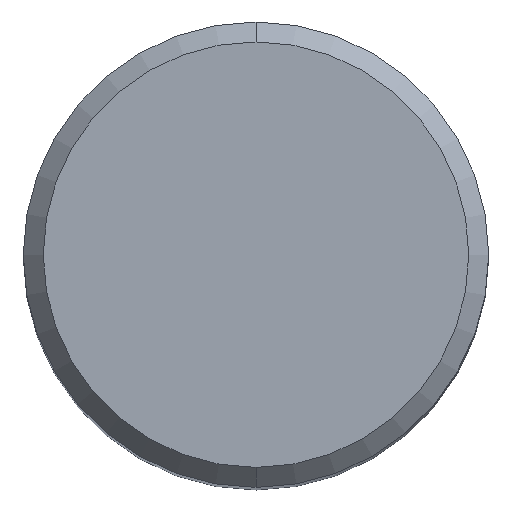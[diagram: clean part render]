
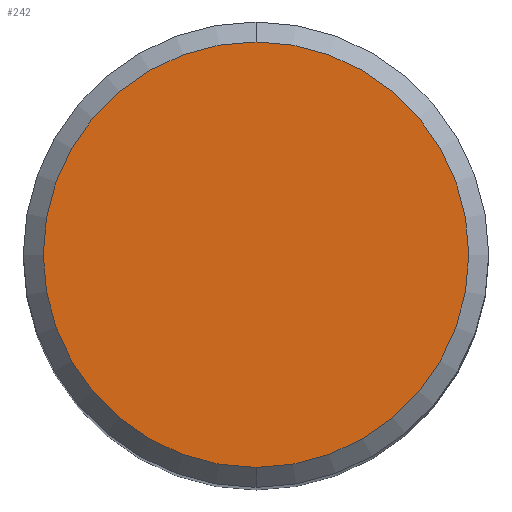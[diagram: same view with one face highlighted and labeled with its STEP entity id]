
A CAD part, top view. The second image highlights one B-rep face of the part: STEP entity #242.
In plain terms, the highlighted planar face has unit normal (0, 0, 1).
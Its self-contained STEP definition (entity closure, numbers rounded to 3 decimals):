
#180=EDGE_CURVE('',#250,#300,#481,.T.);
#208=EDGE_CURVE('',#300,#250,#511,.T.);
#242=ADVANCED_FACE('',(#549),#550,.T.);
#250=VERTEX_POINT('',#559);
#300=VERTEX_POINT('',#615);
#481=CIRCLE('',#819,6.4);
#511=CIRCLE('',#862,6.4);
#549=FACE_OUTER_BOUND('',#920,.T.);
#550=PLANE('',#921);
#559=CARTESIAN_POINT('',(0.0,6.4,0.0));
#615=CARTESIAN_POINT('',(0.,-6.4,0.0));
#819=AXIS2_PLACEMENT_3D('',#1486,#1487,#1488);
#862=AXIS2_PLACEMENT_3D('',#1515,#1516,#1517);
#920=EDGE_LOOP('',(#1559,#1560));
#921=AXIS2_PLACEMENT_3D('',#1561,#1562,#1563);
#1486=CARTESIAN_POINT('',(0.0,0.0,0.0));
#1487=DIRECTION('',(0.0,0.0,-1.0));
#1488=DIRECTION('',(0.0,1.0,0.0));
#1515=CARTESIAN_POINT('',(0.0,0.0,0.0));
#1516=DIRECTION('',(0.0,0.0,-1.0));
#1517=DIRECTION('',(0.0,1.0,0.0));
#1559=ORIENTED_EDGE('',*,*,#180,.F.);
#1560=ORIENTED_EDGE('',*,*,#208,.F.);
#1561=CARTESIAN_POINT('',(0.0,3.2,0.0));
#1562=DIRECTION('',(-0.0,0.0,1.0));
#1563=DIRECTION('',(0.0,-1.0,0.0));
